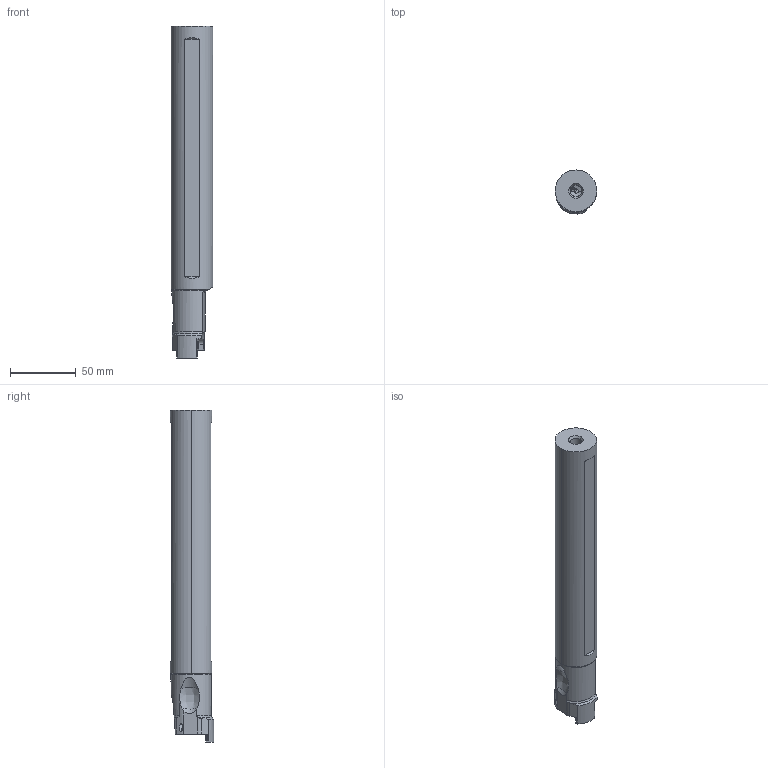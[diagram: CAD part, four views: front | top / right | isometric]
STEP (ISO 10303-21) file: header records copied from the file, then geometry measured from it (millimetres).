
FILE_DESCRIPTION(/* description */ (''),/* implementation_level */ '2;1');
FILE_NAME(/* name */ 'GYDLUS20S90C_M20R.stp',/* time_stamp */ '2017-01-13T13:09:04+09:00',/* author */ (''),/* organization */ (''),/* preprocessor_version */ 'ST-DEVELOPER v16',/* originating_system */ 'SIEMENS PLM Software NX 10.0',/* authorisation */ '');
FILE_SCHEMA (('AUTOMOTIVE_DESIGN { 1 0 10303 214 3 1 1 1 }'));
Length unit declared in the file: millimetre
Products named in the file (1): GYDLUS20S90C_M20R
Bounding box: 31.75 x 33.11 x 253 mm (x, y, z)
Volume: 167373.9 mm3; surface area: 33280.1 mm2
Topology: 1 solids, 1 shells, 121 faces, 331 edges, 205 vertices
Faces by surface type: cylinder 46, plane 37, cone 30, torus 6, sphere 1, bspline 1
Entity records: 4886 total; most frequent: CARTESIAN_POINT 1853, ORIENTED_EDGE 644, DIRECTION 613, EDGE_CURVE 322, AXIS2_PLACEMENT_3D 233, VERTEX_POINT 205, LINE 147, VECTOR 147
